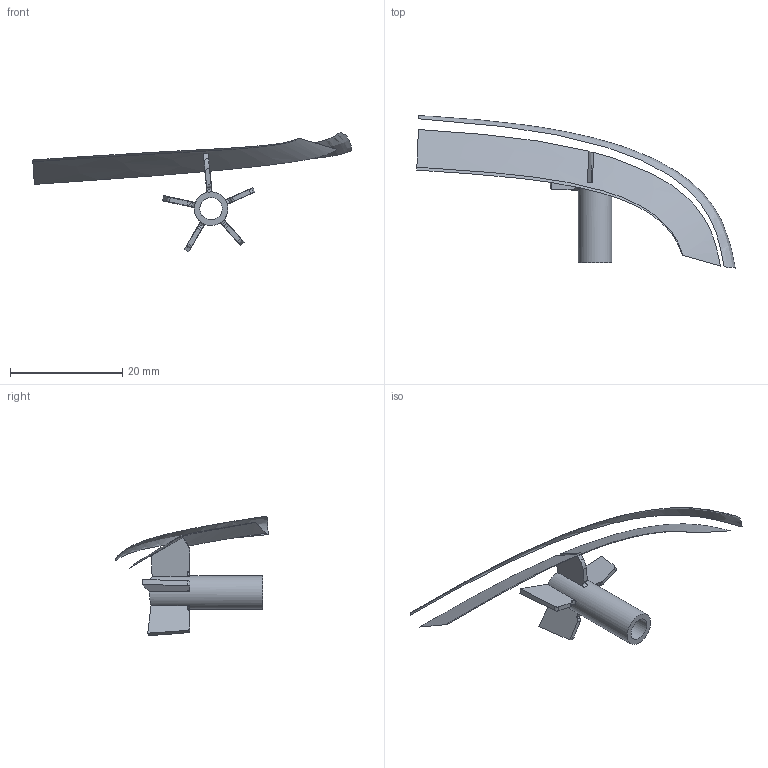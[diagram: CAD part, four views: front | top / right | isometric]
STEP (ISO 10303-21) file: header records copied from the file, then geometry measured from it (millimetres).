
FILE_DESCRIPTION(('Open CASCADE Model'),'2;1');
FILE_NAME('Open CASCADE Shape Model','2025-10-21T21:37:34',('Author'),( 'Open CASCADE'),'Open CASCADE STEP processor 7.7','Open CASCADE 7.7' ,'Unknown');
FILE_SCHEMA(('AUTOMOTIVE_DESIGN { 1 0 10303 214 1 1 1 1 }'));
Length unit declared in the file: millimetre
Products named in the file (52): Open CASCADE STEP translator 7.7 14; Open CASCADE STEP translator 7.7 14.1; Open CASCADE STEP translator 7.7 14.2; Open CASCADE STEP translator 7.7 14.3; Open CASCADE STEP translator 7.7 14.4; Open CASCADE STEP translator 7.7 14.5; Open CASCADE STEP translator 7.7 14.6; Open CASCADE STEP translator 7.7 14.7; Open CASCADE STEP translator 7.7 14.8; Open CASCADE STEP translator 7.7 14.9; Open CASCADE STEP translator 7.7 14.10; Open CASCADE STEP translator 7.7 14.11; Open CASCADE STEP translator 7.7 14.12; Open CASCADE STEP translator 7.7 14.13; Open CASCADE STEP translator 7.7 14.14; Open CASCADE STEP translator 7.7 14.15; Open CASCADE STEP translator 7.7 14.16; Open CASCADE STEP translator 7.7 14.17; Open CASCADE STEP translator 7.7 14.18; Open CASCADE STEP translator 7.7 14.19; Open CASCADE STEP translator 7.7 14.20; Open CASCADE STEP translator 7.7 14.21; Open CASCADE STEP translator 7.7 14.22; Open CASCADE STEP translator 7.7 14.23; Open CASCADE STEP translator 7.7 14.24; Open CASCADE STEP translator 7.7 14.25; Open CASCADE STEP translator 7.7 14.26; Open CASCADE STEP translator 7.7 14.27; Open CASCADE STEP translator 7.7 14.28; Open CASCADE STEP translator 7.7 14.29; Open CASCADE STEP translator 7.7 14.30; Open CASCADE STEP translator 7.7 14.31; Open CASCADE STEP translator 7.7 14.32; Open CASCADE STEP translator 7.7 14.33; Open CASCADE STEP translator 7.7 14.34; Open CASCADE STEP translator 7.7 14.35; Open CASCADE STEP translator 7.7 14.36; Open CASCADE STEP translator 7.7 14.37; Open CASCADE STEP translator 7.7 14.38; Open CASCADE STEP translator 7.7 14.39 ...
Assembly tree (51 placements, depth 2):
  Open CASCADE STEP translator 7.7 14
    Open CASCADE STEP translator 7.7 14.1
    Open CASCADE STEP translator 7.7 14.2
    Open CASCADE STEP translator 7.7 14.3
    Open CASCADE STEP translator 7.7 14.4
    Open CASCADE STEP translator 7.7 14.5
    Open CASCADE STEP translator 7.7 14.6
    Open CASCADE STEP translator 7.7 14.7
    Open CASCADE STEP translator 7.7 14.8
    Open CASCADE STEP translator 7.7 14.9
    Open CASCADE STEP translator 7.7 14.10
    Open CASCADE STEP translator 7.7 14.11
    Open CASCADE STEP translator 7.7 14.12
    Open CASCADE STEP translator 7.7 14.13
    Open CASCADE STEP translator 7.7 14.14
    Open CASCADE STEP translator 7.7 14.15
    Open CASCADE STEP translator 7.7 14.16
    Open CASCADE STEP translator 7.7 14.17
    Open CASCADE STEP translator 7.7 14.18
    Open CASCADE STEP translator 7.7 14.19
    Open CASCADE STEP translator 7.7 14.20
    Open CASCADE STEP translator 7.7 14.21
    Open CASCADE STEP translator 7.7 14.22
    Open CASCADE STEP translator 7.7 14.23
    Open CASCADE STEP translator 7.7 14.24
    Open CASCADE STEP translator 7.7 14.25
    Open CASCADE STEP translator 7.7 14.26
    Open CASCADE STEP translator 7.7 14.27
    Open CASCADE STEP translator 7.7 14.28
    Open CASCADE STEP translator 7.7 14.29
    Open CASCADE STEP translator 7.7 14.30
    Open CASCADE STEP translator 7.7 14.31
    Open CASCADE STEP translator 7.7 14.32
    Open CASCADE STEP translator 7.7 14.33
    Open CASCADE STEP translator 7.7 14.34
    Open CASCADE STEP translator 7.7 14.35
    Open CASCADE STEP translator 7.7 14.36
    Open CASCADE STEP translator 7.7 14.37
    Open CASCADE STEP translator 7.7 14.38
    Open CASCADE STEP translator 7.7 14.39
    Open CASCADE STEP translator 7.7 14.40
    Open CASCADE STEP translator 7.7 14.41
    Open CASCADE STEP translator 7.7 14.42
    Open CASCADE STEP translator 7.7 14.43
    Open CASCADE STEP translator 7.7 14.44
    Open CASCADE STEP translator 7.7 14.45
    Open CASCADE STEP translator 7.7 14.46
    Open CASCADE STEP translator 7.7 14.47
    Open CASCADE STEP translator 7.7 14.48
    Open CASCADE STEP translator 7.7 14.49
    Open CASCADE STEP translator 7.7 14.50
    Open CASCADE STEP translator 7.7 14.51
Bounding box: 56.82 x 27.3 x 21.33 mm (x, y, z)
Surface area: 1584.1 mm2 (no closed solid volume)
Topology: 0 solids, 51 shells, 51 faces, 281 edges, 279 vertices
Faces by surface type: plane 21, torus 15, cylinder 7, cone 5, bspline 3
Full cylindrical faces by diameter (mm): 4 x1, 6 x1
Entity records: 8232 total; most frequent: CARTESIAN_POINT 3970, DIRECTION 591, ORIENTED_EDGE 283, PCURVE 283, DEFINITIONAL_REPRESENTATION 283, EDGE_CURVE 281, VERTEX_POINT 279, SURFACE_CURVE 279
